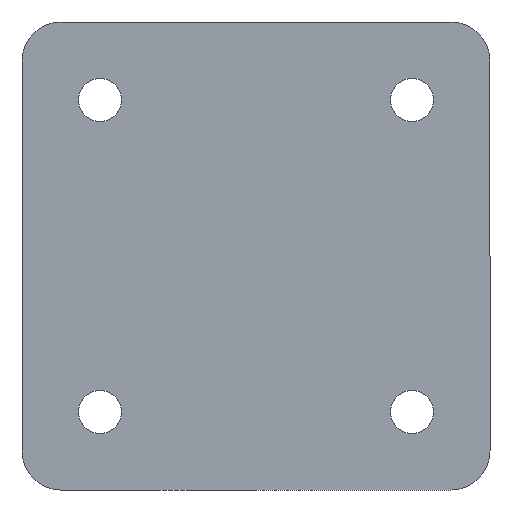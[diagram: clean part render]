
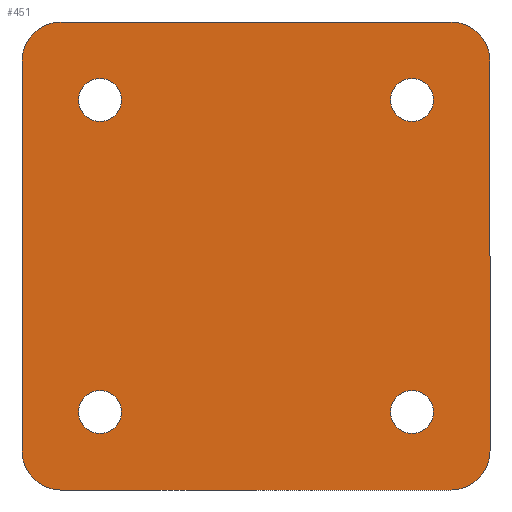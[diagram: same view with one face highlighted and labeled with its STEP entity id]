
A CAD part, front view. The second image highlights one B-rep face of the part: STEP entity #451.
In plain terms, the highlighted planar face has unit normal (0, -1, 0).
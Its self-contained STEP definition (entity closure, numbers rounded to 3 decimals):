
#1 = CARTESIAN_POINT ( 'NONE',  ( -40., 0., 40. ) ) ;
#18 = CIRCLE ( 'NONE', #100, 5.5 ) ;
#22 = EDGE_CURVE ( 'NONE', #52, #636, #298, .T. ) ;
#25 = EDGE_CURVE ( 'NONE', #428, #272, #663, .T. ) ;
#29 = CARTESIAN_POINT ( 'NONE',  ( 40., 0., 40. ) ) ;
#31 = AXIS2_PLACEMENT_3D ( 'NONE', #410, #44, #609 ) ;
#35 = LINE ( 'NONE', #667, #314 ) ;
#38 = DIRECTION ( 'NONE',  ( 0., 0., 1. ) ) ;
#39 = ORIENTED_EDGE ( 'NONE', *, *, #104, .F. ) ;
#40 = CIRCLE ( 'NONE', #273, 5.5 ) ;
#42 = DIRECTION ( 'NONE',  ( 0., 1., 0. ) ) ;
#43 = VERTEX_POINT ( 'NONE', #286 ) ;
#44 = DIRECTION ( 'NONE',  ( 0., 1., 0. ) ) ;
#47 = AXIS2_PLACEMENT_3D ( 'NONE', #1, #42, #623 ) ;
#52 = VERTEX_POINT ( 'NONE', #492 ) ;
#58 = CIRCLE ( 'NONE', #486, 10. ) ;
#59 = CIRCLE ( 'NONE', #534, 10. ) ;
#62 = DIRECTION ( 'NONE',  ( 0., 1., 0. ) ) ;
#70 = VERTEX_POINT ( 'NONE', #205 ) ;
#71 = EDGE_CURVE ( 'NONE', #313, #43, #160, .T. ) ;
#72 = PLANE ( 'NONE',  #390 ) ;
#77 = CARTESIAN_POINT ( 'NONE',  ( -50., 0., -60. ) ) ;
#79 = EDGE_CURVE ( 'NONE', #240, #540, #58, .T. ) ;
#80 = EDGE_LOOP ( 'NONE', ( #254, #546 ) ) ;
#84 = EDGE_CURVE ( 'NONE', #529, #52, #386, .T. ) ;
#86 = CARTESIAN_POINT ( 'NONE',  ( 60., 0., -50. ) ) ;
#90 = DIRECTION ( 'NONE',  ( 0., 0., -1. ) ) ;
#98 = EDGE_LOOP ( 'NONE', ( #460, #577 ) ) ;
#100 = AXIS2_PLACEMENT_3D ( 'NONE', #517, #672, #38 ) ;
#102 = CARTESIAN_POINT ( 'NONE',  ( 50., 0., -50. ) ) ;
#104 = EDGE_CURVE ( 'NONE', #198, #521, #35, .T. ) ;
#112 = CARTESIAN_POINT ( 'NONE',  ( -40., 0., 45.5 ) ) ;
#121 = CARTESIAN_POINT ( 'NONE',  ( 40., 0., 45.5 ) ) ;
#126 = VERTEX_POINT ( 'NONE', #153 ) ;
#130 = EDGE_CURVE ( 'NONE', #43, #313, #202, .T. ) ;
#134 = DIRECTION ( 'NONE',  ( 0., 0., 1. ) ) ;
#144 = CARTESIAN_POINT ( 'NONE',  ( 40., 0., -40. ) ) ;
#152 = CARTESIAN_POINT ( 'NONE',  ( -50., 0., -60. ) ) ;
#153 = CARTESIAN_POINT ( 'NONE',  ( -40., 0., -34.5 ) ) ;
#160 = CIRCLE ( 'NONE', #47, 5.5 ) ;
#175 = ORIENTED_EDGE ( 'NONE', *, *, #130, .T. ) ;
#179 = DIRECTION ( 'NONE',  ( 1., 0., 0. ) ) ;
#186 = CARTESIAN_POINT ( 'NONE',  ( -40., 0., -40. ) ) ;
#187 = DIRECTION ( 'NONE',  ( 0., 0., 1. ) ) ;
#196 = DIRECTION ( 'NONE',  ( 0., 0., 1. ) ) ;
#197 = DIRECTION ( 'NONE',  ( 0., 0., 1. ) ) ;
#198 = VERTEX_POINT ( 'NONE', #356 ) ;
#202 = CIRCLE ( 'NONE', #591, 5.5 ) ;
#205 = CARTESIAN_POINT ( 'NONE',  ( 40., 0., -34.5 ) ) ;
#217 = ORIENTED_EDGE ( 'NONE', *, *, #218, .F. ) ;
#218 = EDGE_CURVE ( 'NONE', #540, #529, #401, .T. ) ;
#219 = CIRCLE ( 'NONE', #446, 5.5 ) ;
#224 = EDGE_CURVE ( 'NONE', #478, #126, #18, .T. ) ;
#232 = DIRECTION ( 'NONE',  ( 0., 0., 1. ) ) ;
#234 = DIRECTION ( 'NONE',  ( 0., 0., 1. ) ) ;
#237 = FACE_OUTER_BOUND ( 'NONE', #324, .T. ) ;
#240 = VERTEX_POINT ( 'NONE', #466 ) ;
#241 = AXIS2_PLACEMENT_3D ( 'NONE', #144, #358, #196 ) ;
#244 = CARTESIAN_POINT ( 'NONE',  ( 40., 0., 40. ) ) ;
#250 = CIRCLE ( 'NONE', #412, 5.5 ) ;
#253 = DIRECTION ( 'NONE',  ( 0., 1., 0. ) ) ;
#254 = ORIENTED_EDGE ( 'NONE', *, *, #459, .T. ) ;
#257 = VERTEX_POINT ( 'NONE', #531 ) ;
#272 = VERTEX_POINT ( 'NONE', #373 ) ;
#273 = AXIS2_PLACEMENT_3D ( 'NONE', #186, #500, #232 ) ;
#277 = ORIENTED_EDGE ( 'NONE', *, *, #491, .T. ) ;
#285 = FACE_BOUND ( 'NONE', #98, .T. ) ;
#286 = CARTESIAN_POINT ( 'NONE',  ( -40., 0., 34.5 ) ) ;
#287 = FACE_BOUND ( 'NONE', #80, .T. ) ;
#288 = EDGE_LOOP ( 'NONE', ( #175, #388 ) ) ;
#292 = DIRECTION ( 'NONE',  ( -1., 0., 0. ) ) ;
#294 = DIRECTION ( 'NONE',  ( 0., 1., 0. ) ) ;
#296 = CIRCLE ( 'NONE', #31, 10. ) ;
#298 = LINE ( 'NONE', #77, #567 ) ;
#305 = CARTESIAN_POINT ( 'NONE',  ( 50., 0., 50. ) ) ;
#307 = CARTESIAN_POINT ( 'NONE',  ( -60., 0., 50. ) ) ;
#313 = VERTEX_POINT ( 'NONE', #112 ) ;
#314 = VECTOR ( 'NONE', #197, 1000. ) ;
#318 = EDGE_CURVE ( 'NONE', #521, #257, #59, .T. ) ;
#324 = EDGE_LOOP ( 'NONE', ( #626, #39, #485, #660, #555, #217, #363, #489 ) ) ;
#331 = FACE_BOUND ( 'NONE', #332, .T. ) ;
#332 = EDGE_LOOP ( 'NONE', ( #421, #277 ) ) ;
#341 = CARTESIAN_POINT ( 'NONE',  ( 40., 0., -40. ) ) ;
#344 = CARTESIAN_POINT ( 'NONE',  ( 60., 0., 50. ) ) ;
#356 = CARTESIAN_POINT ( 'NONE',  ( -60., 0., -50. ) ) ;
#358 = DIRECTION ( 'NONE',  ( 0., 1., 0. ) ) ;
#363 = ORIENTED_EDGE ( 'NONE', *, *, #79, .F. ) ;
#373 = CARTESIAN_POINT ( 'NONE',  ( 40., 0., 34.5 ) ) ;
#379 = VECTOR ( 'NONE', #179, 1000. ) ;
#386 = CIRCLE ( 'NONE', #443, 10. ) ;
#388 = ORIENTED_EDGE ( 'NONE', *, *, #71, .T. ) ;
#390 = AXIS2_PLACEMENT_3D ( 'NONE', #606, #493, #234 ) ;
#394 = CARTESIAN_POINT ( 'NONE',  ( -50., 0., 60. ) ) ;
#396 = EDGE_CURVE ( 'NONE', #257, #240, #437, .T. ) ;
#397 = CARTESIAN_POINT ( 'NONE',  ( 40., 0., -45.5 ) ) ;
#401 = LINE ( 'NONE', #86, #629 ) ;
#404 = CARTESIAN_POINT ( 'NONE',  ( -40., 0., 40. ) ) ;
#406 = DIRECTION ( 'NONE',  ( 0., 1., 0. ) ) ;
#410 = CARTESIAN_POINT ( 'NONE',  ( -50., 0., -50. ) ) ;
#412 = AXIS2_PLACEMENT_3D ( 'NONE', #341, #294, #495 ) ;
#421 = ORIENTED_EDGE ( 'NONE', *, *, #224, .T. ) ;
#424 = VERTEX_POINT ( 'NONE', #397 ) ;
#428 = VERTEX_POINT ( 'NONE', #121 ) ;
#431 = DIRECTION ( 'NONE',  ( 0., 0., 1. ) ) ;
#437 = LINE ( 'NONE', #394, #379 ) ;
#443 = AXIS2_PLACEMENT_3D ( 'NONE', #102, #406, #90 ) ;
#445 = DIRECTION ( 'NONE',  ( 0., 1., 0. ) ) ;
#446 = AXIS2_PLACEMENT_3D ( 'NONE', #29, #645, #134 ) ;
#451 = ADVANCED_FACE ( 'NONE', ( #237, #331, #551, #287, #285 ), #72, .F. ) ;
#459 = EDGE_CURVE ( 'NONE', #272, #428, #219, .T. ) ;
#460 = ORIENTED_EDGE ( 'NONE', *, *, #527, .T. ) ;
#463 = EDGE_CURVE ( 'NONE', #70, #424, #250, .T. ) ;
#466 = CARTESIAN_POINT ( 'NONE',  ( 50., 0., 60. ) ) ;
#469 = DIRECTION ( 'NONE',  ( 0., 0., -1. ) ) ;
#478 = VERTEX_POINT ( 'NONE', #490 ) ;
#485 = ORIENTED_EDGE ( 'NONE', *, *, #564, .F. ) ;
#486 = AXIS2_PLACEMENT_3D ( 'NONE', #305, #617, #613 ) ;
#489 = ORIENTED_EDGE ( 'NONE', *, *, #396, .F. ) ;
#490 = CARTESIAN_POINT ( 'NONE',  ( -40., 0., -45.5 ) ) ;
#491 = EDGE_CURVE ( 'NONE', #126, #478, #40, .T. ) ;
#492 = CARTESIAN_POINT ( 'NONE',  ( 50., 0., -60. ) ) ;
#493 = DIRECTION ( 'NONE',  ( 0., 1., 0. ) ) ;
#495 = DIRECTION ( 'NONE',  ( 0., 0., 1. ) ) ;
#496 = AXIS2_PLACEMENT_3D ( 'NONE', #244, #445, #187 ) ;
#500 = DIRECTION ( 'NONE',  ( 0., 1., 0. ) ) ;
#516 = CARTESIAN_POINT ( 'NONE',  ( 60., 0., -50. ) ) ;
#517 = CARTESIAN_POINT ( 'NONE',  ( -40., 0., -40. ) ) ;
#521 = VERTEX_POINT ( 'NONE', #307 ) ;
#527 = EDGE_CURVE ( 'NONE', #424, #70, #622, .T. ) ;
#529 = VERTEX_POINT ( 'NONE', #516 ) ;
#531 = CARTESIAN_POINT ( 'NONE',  ( -50., 0., 60. ) ) ;
#534 = AXIS2_PLACEMENT_3D ( 'NONE', #537, #62, #431 ) ;
#537 = CARTESIAN_POINT ( 'NONE',  ( -50., 0., 50. ) ) ;
#540 = VERTEX_POINT ( 'NONE', #344 ) ;
#546 = ORIENTED_EDGE ( 'NONE', *, *, #25, .T. ) ;
#551 = FACE_BOUND ( 'NONE', #288, .T. ) ;
#555 = ORIENTED_EDGE ( 'NONE', *, *, #84, .F. ) ;
#563 = DIRECTION ( 'NONE',  ( 0., 0., 1. ) ) ;
#564 = EDGE_CURVE ( 'NONE', #636, #198, #296, .T. ) ;
#567 = VECTOR ( 'NONE', #292, 1000. ) ;
#577 = ORIENTED_EDGE ( 'NONE', *, *, #463, .T. ) ;
#591 = AXIS2_PLACEMENT_3D ( 'NONE', #404, #253, #563 ) ;
#606 = CARTESIAN_POINT ( 'NONE',  ( -50., 0., 50. ) ) ;
#609 = DIRECTION ( 'NONE',  ( 0., 0., 1. ) ) ;
#613 = DIRECTION ( 'NONE',  ( 0., 0., 1. ) ) ;
#617 = DIRECTION ( 'NONE',  ( 0., 1., 0. ) ) ;
#622 = CIRCLE ( 'NONE', #241, 5.5 ) ;
#623 = DIRECTION ( 'NONE',  ( 0., 0., 1. ) ) ;
#626 = ORIENTED_EDGE ( 'NONE', *, *, #318, .F. ) ;
#629 = VECTOR ( 'NONE', #469, 1000. ) ;
#636 = VERTEX_POINT ( 'NONE', #152 ) ;
#645 = DIRECTION ( 'NONE',  ( 0., 1., 0. ) ) ;
#660 = ORIENTED_EDGE ( 'NONE', *, *, #22, .F. ) ;
#663 = CIRCLE ( 'NONE', #496, 5.5 ) ;
#667 = CARTESIAN_POINT ( 'NONE',  ( -60., 0., -50. ) ) ;
#672 = DIRECTION ( 'NONE',  ( 0., 1., 0. ) ) ;
